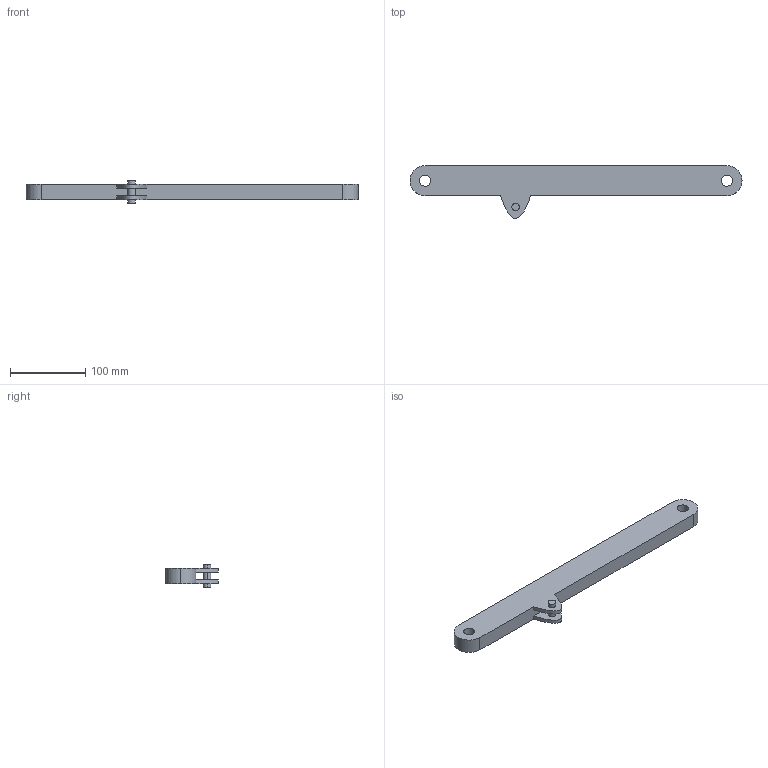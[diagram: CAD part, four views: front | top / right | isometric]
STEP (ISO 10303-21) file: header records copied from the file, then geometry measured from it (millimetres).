
FILE_DESCRIPTION (( 'STEP AP203' ), '1' );
FILE_NAME ('arm2_Default_sldprt.STEP', '2016-02-10T16:26:24', ( '' ), ( '' ), 'SwSTEP 2.0', 'SolidWorks 2014', '' );
FILE_SCHEMA (( 'CONFIG_CONTROL_DESIGN' ));
Length unit declared in the file: centimetre
Products named in the file (1): arm2_Default_sldprt
Bounding box: 440 x 69.99 x 30 mm (x, y, z)
Volume: 347635.2 mm3; surface area: 58229.8 mm2
Topology: 1 solids, 1 shells, 23 faces, 57 edges, 38 vertices
Faces by surface type: cylinder 13, plane 8, bspline 2
Entity records: 790 total; most frequent: CARTESIAN_POINT 137, DIRECTION 123, ORIENTED_EDGE 114, EDGE_CURVE 57, AXIS2_PLACEMENT_3D 48, VERTEX_POINT 38, EDGE_LOOP 31, VECTOR 27
